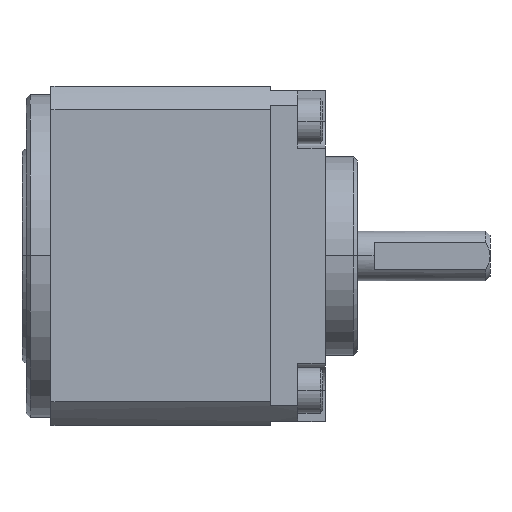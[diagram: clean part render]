
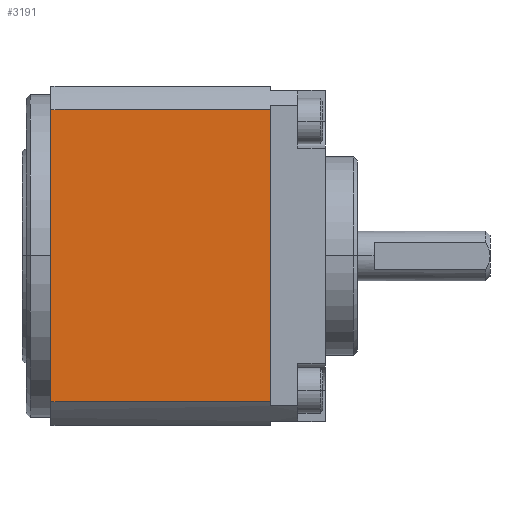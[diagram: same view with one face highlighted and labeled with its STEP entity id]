
A CAD part, top view. The second image highlights one B-rep face of the part: STEP entity #3191.
In plain terms, the highlighted planar face has unit normal (0, 0, 1).
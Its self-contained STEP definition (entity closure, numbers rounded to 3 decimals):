
#170 = VECTOR ( 'NONE', #388, 1000. ) ;
#388 = DIRECTION ( 'NONE',  ( 0., -1., 0. ) ) ;
#438 = LINE ( 'NONE', #2562, #3460 ) ;
#509 = DIRECTION ( 'NONE',  ( 1., 0., 0. ) ) ;
#688 = DIRECTION ( 'NONE',  ( 0., 0., -1. ) ) ;
#1020 = EDGE_LOOP ( 'NONE', ( #2849, #1566, #5328, #4070 ) ) ;
#1193 = FACE_OUTER_BOUND ( 'NONE', #1020, .T. ) ;
#1399 = VECTOR ( 'NONE', #3932, 1000. ) ;
#1566 = ORIENTED_EDGE ( 'NONE', *, *, #2860, .F. ) ;
#1629 = EDGE_CURVE ( 'NONE', #2237, #3573, #1728, .T. ) ;
#1728 = LINE ( 'NONE', #4247, #1399 ) ;
#1872 = CARTESIAN_POINT ( 'NONE',  ( -53., 17.629, 20.45 ) ) ;
#1982 = VERTEX_POINT ( 'NONE', #2777 ) ;
#2132 = LINE ( 'NONE', #4214, #170 ) ;
#2237 = VERTEX_POINT ( 'NONE', #2910 ) ;
#2562 = CARTESIAN_POINT ( 'NONE',  ( -53., 20.45, 20.45 ) ) ;
#2777 = CARTESIAN_POINT ( 'NONE',  ( -53., -17.629, 20.45 ) ) ;
#2807 = EDGE_CURVE ( 'NONE', #3573, #1982, #438, .T. ) ;
#2839 = CARTESIAN_POINT ( 'NONE',  ( -26.5, 20.45, 20.45 ) ) ;
#2849 = ORIENTED_EDGE ( 'NONE', *, *, #4072, .T. ) ;
#2860 = EDGE_CURVE ( 'NONE', #2237, #5148, #2132, .T. ) ;
#2908 = DIRECTION ( 'NONE',  ( 0., 1., 0. ) ) ;
#2910 = CARTESIAN_POINT ( 'NONE',  ( -26.5, 17.629, 20.45 ) ) ;
#3191 = ADVANCED_FACE ( 'NONE', ( #1193 ), #4123, .F. ) ;
#3313 = AXIS2_PLACEMENT_3D ( 'NONE', #2839, #688, #2908 ) ;
#3460 = VECTOR ( 'NONE', #5081, 1000. ) ;
#3573 = VERTEX_POINT ( 'NONE', #1872 ) ;
#3932 = DIRECTION ( 'NONE',  ( -1., 0., 0. ) ) ;
#3968 = CARTESIAN_POINT ( 'NONE',  ( -26.5, -17.629, 20.45 ) ) ;
#4070 = ORIENTED_EDGE ( 'NONE', *, *, #2807, .T. ) ;
#4072 = EDGE_CURVE ( 'NONE', #1982, #5148, #4659, .T. ) ;
#4123 = PLANE ( 'NONE',  #3313 ) ;
#4214 = CARTESIAN_POINT ( 'NONE',  ( -26.5, 20.45, 20.45 ) ) ;
#4247 = CARTESIAN_POINT ( 'NONE',  ( -59.942, 17.629, 20.45 ) ) ;
#4659 = LINE ( 'NONE', #4813, #4796 ) ;
#4796 = VECTOR ( 'NONE', #509, 1000. ) ;
#4813 = CARTESIAN_POINT ( 'NONE',  ( -59.942, -17.629, 20.45 ) ) ;
#5081 = DIRECTION ( 'NONE',  ( 0., -1., 0. ) ) ;
#5148 = VERTEX_POINT ( 'NONE', #3968 ) ;
#5328 = ORIENTED_EDGE ( 'NONE', *, *, #1629, .T. ) ;
